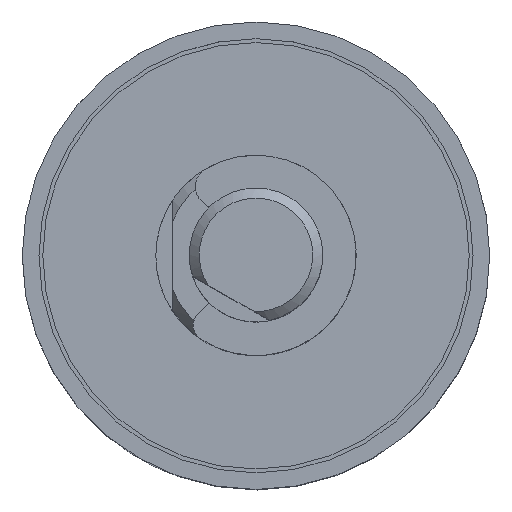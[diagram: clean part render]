
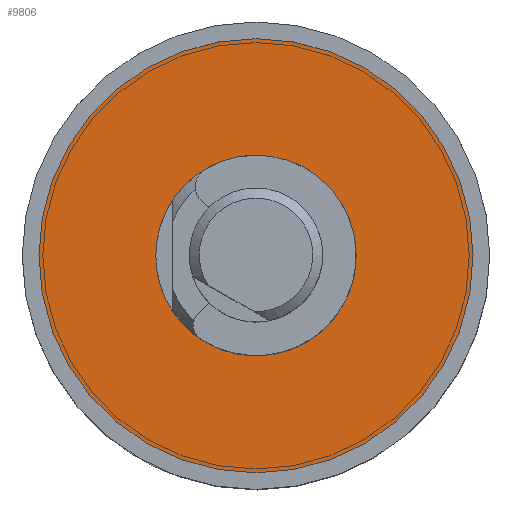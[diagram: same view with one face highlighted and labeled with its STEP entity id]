
A CAD part, top view. The second image highlights one B-rep face of the part: STEP entity #9806.
In plain terms, the highlighted planar face has unit normal (0, 0, 1).
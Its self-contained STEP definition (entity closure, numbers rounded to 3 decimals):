
#369 = VERTEX_POINT ( 'NONE', #1829 ) ;
#977 = CARTESIAN_POINT ( 'NONE',  ( -3., 0., 0.5 ) ) ;
#1351 = DIRECTION ( 'NONE',  ( 0., 0., 1. ) ) ;
#1381 = DIRECTION ( 'NONE',  ( 1., 0., 0. ) ) ;
#1829 = CARTESIAN_POINT ( 'NONE',  ( 6.5, 0., 0.5 ) ) ;
#2130 = EDGE_CURVE ( 'NONE', #369, #369, #2956, .T. ) ;
#2902 = CARTESIAN_POINT ( 'NONE',  ( 3., 0., 0.5 ) ) ;
#2934 = DIRECTION ( 'NONE',  ( 0., 0., 1. ) ) ;
#2956 = CIRCLE ( 'NONE', #4706, 6.5 ) ;
#3297 = DIRECTION ( 'NONE',  ( 0., 0., -1. ) ) ;
#3458 = FACE_BOUND ( 'NONE', #4452, .T. ) ;
#3705 = AXIS2_PLACEMENT_3D ( 'NONE', #9093, #3297, #9917 ) ;
#3747 = CARTESIAN_POINT ( 'NONE',  ( 0., 0., 0.5 ) ) ;
#4452 = EDGE_LOOP ( 'NONE', ( #7438 ) ) ;
#4706 = AXIS2_PLACEMENT_3D ( 'NONE', #3747, #2934, #10144 ) ;
#7363 = VERTEX_POINT ( 'NONE', #977 ) ;
#7438 = ORIENTED_EDGE ( 'NONE', *, *, #9984, .T. ) ;
#7973 = FACE_OUTER_BOUND ( 'NONE', #8901, .T. ) ;
#8230 = CIRCLE ( 'NONE', #3705, 3. ) ;
#8743 = ORIENTED_EDGE ( 'NONE', *, *, #2130, .T. ) ;
#8901 = EDGE_LOOP ( 'NONE', ( #8743 ) ) ;
#9093 = CARTESIAN_POINT ( 'NONE',  ( 0., 0., 0.5 ) ) ;
#9214 = AXIS2_PLACEMENT_3D ( 'NONE', #2902, #1351, #1381 ) ;
#9312 = PLANE ( 'NONE',  #9214 ) ;
#9806 = ADVANCED_FACE ( 'NONE', ( #3458, #7973 ), #9312, .T. ) ;
#9917 = DIRECTION ( 'NONE',  ( -1., 0., 0. ) ) ;
#9984 = EDGE_CURVE ( 'NONE', #7363, #7363, #8230, .T. ) ;
#10144 = DIRECTION ( 'NONE',  ( 1., 0., 0. ) ) ;
